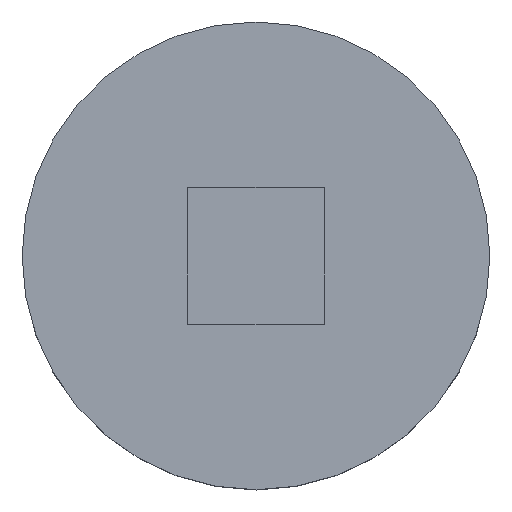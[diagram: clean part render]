
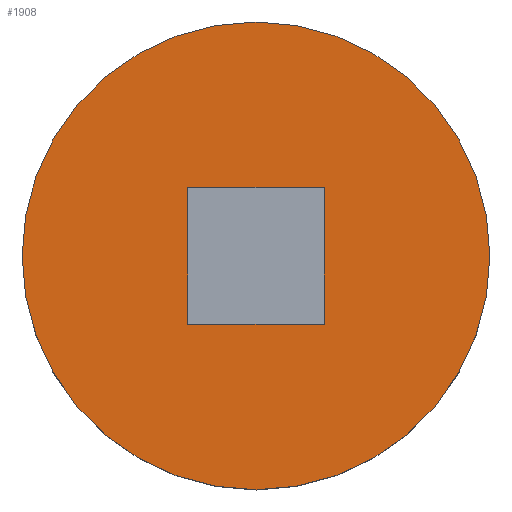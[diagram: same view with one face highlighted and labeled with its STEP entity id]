
A CAD part, top view. The second image highlights one B-rep face of the part: STEP entity #1908.
In plain terms, the highlighted planar face has unit normal (0, 0, 1).
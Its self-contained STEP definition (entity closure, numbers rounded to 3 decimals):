
#136=FACE_BOUND('',#345,.T.);
#138=CIRCLE('',#2016,17.6);
#239=FACE_OUTER_BOUND('',#344,.T.);
#344=EDGE_LOOP('',(#1279));
#345=EDGE_LOOP('',(#1280,#1281,#1282,#1283));
#453=LINE('',#2722,#610);
#456=LINE('',#2727,#613);
#457=LINE('',#2732,#614);
#458=LINE('',#2733,#615);
#610=VECTOR('',#2202,10.);
#613=VECTOR('',#2207,10.);
#614=VECTOR('',#2212,10.);
#615=VECTOR('',#2213,10.);
#766=VERTEX_POINT('',#2719);
#767=VERTEX_POINT('',#2721);
#768=VERTEX_POINT('',#2725);
#769=VERTEX_POINT('',#2729);
#770=VERTEX_POINT('',#2731);
#969=EDGE_CURVE('',#767,#766,#453,.T.);
#972=EDGE_CURVE('',#766,#768,#456,.T.);
#973=EDGE_CURVE('',#769,#769,#138,.T.);
#974=EDGE_CURVE('',#768,#770,#457,.T.);
#975=EDGE_CURVE('',#770,#767,#458,.T.);
#1279=ORIENTED_EDGE('',*,*,#973,.T.);
#1280=ORIENTED_EDGE('',*,*,#972,.T.);
#1281=ORIENTED_EDGE('',*,*,#974,.T.);
#1282=ORIENTED_EDGE('',*,*,#975,.T.);
#1283=ORIENTED_EDGE('',*,*,#969,.T.);
#1876=PLANE('',#2015);
#1908=ADVANCED_FACE('',(#239,#136),#1876,.T.);
#2015=AXIS2_PLACEMENT_3D('',#2728,#2208,#2209);
#2016=AXIS2_PLACEMENT_3D('',#2730,#2210,#2211);
#2202=DIRECTION('',(-1.,0.,0.));
#2207=DIRECTION('',(0.,1.,0.));
#2208=DIRECTION('center_axis',(0.,0.,1.));
#2209=DIRECTION('ref_axis',(-1.,0.,0.));
#2210=DIRECTION('center_axis',(0.,0.,1.));
#2211=DIRECTION('ref_axis',(-1.,0.,0.));
#2212=DIRECTION('',(1.,0.,0.));
#2213=DIRECTION('',(0.,-1.,0.));
#2719=CARTESIAN_POINT('',(27.316,-72.338,17.));
#2721=CARTESIAN_POINT('',(37.616,-72.338,17.));
#2722=CARTESIAN_POINT('',(35.041,-72.338,17.));
#2725=CARTESIAN_POINT('',(27.316,-62.038,17.));
#2727=CARTESIAN_POINT('',(27.316,-69.763,17.));
#2728=CARTESIAN_POINT('Origin',(32.466,-67.188,17.));
#2729=CARTESIAN_POINT('',(50.066,-67.188,17.));
#2730=CARTESIAN_POINT('Origin',(32.466,-67.188,17.));
#2731=CARTESIAN_POINT('',(37.616,-62.038,17.));
#2732=CARTESIAN_POINT('',(29.891,-62.038,17.));
#2733=CARTESIAN_POINT('',(37.616,-64.613,17.));
